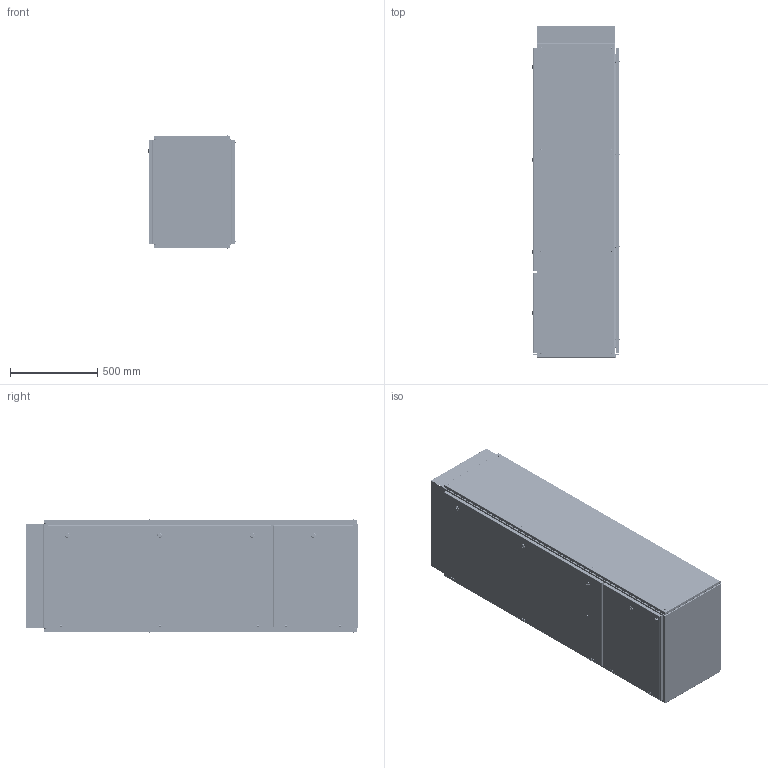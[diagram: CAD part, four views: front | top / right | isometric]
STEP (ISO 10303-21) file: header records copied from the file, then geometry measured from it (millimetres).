
FILE_DESCRIPTION (( 'STEP AP214' ), '1' );
FILE_NAME ('mb15-11-54m Êàðêàñ ÂÐÓ-2 IP54 Unit EKF PPOxima.STEP', '2021-02-05T08:41:21', ( '' ), ( '' ), 'SwSTEP 2.0', 'SolidWorks 2021', '' );
FILE_SCHEMA (( 'AUTOMOTIVE_DESIGN' ));
Length unit declared in the file: millimetre
Products named in the file (46): ﾌﾈ-2033.03.00.001 ﾄ粢 湜跫; ﾌﾈ-2027.01.00.001 ﾊ; ﾘ琺矜 4 DIN 125_PreviewCfg; ÌÈ-2033.01.01.000 Ïåðåãîðîäêà â ñáîðå; ﾘ琺矜 4 DIN 125_Washer DIN 125 - A 8.4; 侲膹樥罻 EKF_00; 令腧 󋔊0 DIN 933_DIN EN 24017 - M8 x 16-N; ��-2032.01.00.002 ������ �������_�ࠢ��; ÌÈ-2026.01.00.004 Ðåéêà; Íàêëåéêà_ìîëíèÿ; ÌÈ-2033.02.00.001 Äâåðü âåðõíÿÿ; ÌÈ-2033.01.00.000 Êàðêàñ â ñáîðå; pan head cross recess screw_din_DIN EN ISO 7045 - M4 x 30 - Z - 30N; ÌÈ-2027.06.00.001 Øâåëëåð 600; øïèëüêà îáìåäíåííàÿ Ì6õ12; ÌÈ-2026.03.00.000 Ñòåíêà áîêîâàÿ â ñáîðå; ÌÈ-2027.04.00.001 Ñòåíêà çàäíÿÿ; ïåòëÿ 1-1; ÌÈ-2026.01.00.001 Øâåëëåð áîêîâîé; 邮 倘-2027 磬 耱屙牦 玎漤; ÌÈ-2026.06.00.001 Êîñûíêà; ÌÈ-2027.05.00.000 Ôàëüøïàíåëü â ñáîðå; Çàìîê áîëüøîé; ïåòëÿ êîðïóñà-1; ÌÈ-2032.01.00.002 Ñòîéêà óãëîâàÿ_‹¥¢ ï; ÌÈ-2027.01.01.001 Áàëêà; ÌÈ-2027.06.00.000 Öîêîëü â ñáîðå; ÌÈ-2026.01.00.002 Ñòîéêà óãëîâàÿ; ÌÈ-2026.03.00.001 Ñòåíêà áîêîâàÿ; ÌÈ-2027.04.00.000 Ñòåíêà çàäíÿÿ â ñáîðå; ÌÈ-2033.03.00.000 Äâåðü íèæíÿÿ â ñáîðå; Øïèëüêà Ð=1; ÌÈ-2027.05.00.001 Ôàëüøïàíåëü; Çàêëåïêà öèëèíäðè÷åñêàÿ Ì4 ÑÒ-Á ñ âíóòðåííåé ðåçüáîé_Œ8; ÓÊ ÌÈ-2026 íà áîêîâóþ ñòåíêó; ÓÊ ÌÈ-2033 íà äâåðü âåðõí; mb15-11-54m Êàðêàñ ÂÐÓ-2 IP54 Unit EKF PPOxima; ÓÊ ÌÈ-2027 íà ôàëüøïàíåëü; hex flange bolt_din_DIN 6921 - M8 x 16 x 16-N; hex flange nut_din_Hexagon Flange Nut DIN 6923 - M6 - N ...
Assembly tree (180 placements, depth 4):
  mb15-11-54m Êàðêàñ ÂÐÓ-2 IP54 Unit EKF PPOxima
    ÌÈ-2033.01.00.000 Êàðêàñ â ñáîðå
      ��-2032.01.00.002 ������ �������_�ࠢ��
      ÌÈ-2032.01.00.002 Ñòîéêà óãëîâàÿ_‹¥¢ ï
      ÌÈ-2026.01.00.002 Ñòîéêà óãëîâàÿ  x2
      ﾌﾈ-2027.01.00.001 ﾊ
      ÌÈ-2027.01.01.001 Áàëêà  x2
      ÌÈ-2026.01.00.001 Øâåëëåð áîêîâîé  x4
      ÌÈ-2026.01.00.004 Ðåéêà  x6
      ÌÈ-2027.01.01.000 Áàëêà â ñáîðå  x2
        ÌÈ-2027.01.01.001 Áàëêà
        øïèëüêà îáìåäíåííàÿ Ì6õ12
      Çàêëåïêà öèëèíäðè÷åñêàÿ Ì4 ÑÒ-Á ñ âíóòðåííåé ðåçüáîé_Œ8  x32
      ÌÈ-2033.01.01.000 Ïåðåãîðîäêà â ñáîðå
        ÌÈ-2033.01.01.001 Ïåðåãîðîäêà
        øïèëüêà îáìåäíåííàÿ Ì6õ12
    ÌÈ-2027.04.00.000 Ñòåíêà çàäíÿÿ â ñáîðå
      ÌÈ-2027.04.00.001 Ñòåíêà çàäíÿÿ
      邮 倘-2027 磬 耱屙牦 玎漤
    ÌÈ-2027.05.00.000 Ôàëüøïàíåëü â ñáîðå
      ÌÈ-2027.05.00.001 Ôàëüøïàíåëü
      ÓÊ ÌÈ-2027 íà ôàëüøïàíåëü
    ÌÈ-2026.03.00.000 Ñòåíêà áîêîâàÿ â ñáîðå  x2
      ÌÈ-2026.03.00.001 Ñòåíêà áîêîâàÿ
      ÓÊ ÌÈ-2026 íà áîêîâóþ ñòåíêó
    ïåòëÿ êîðïóñà-1  x5
    ïåòëÿ 1-1  x5
    Çàìîê áîëüøîé  x4
    hex flange nut_din_Hexagon Flange Nut DIN 6923 - M6 - N  x2
    pan head cross recess screw_din_DIN EN ISO 7045 - M4 x 30 - Z - 30N  x32
    ﾘ琺矜 4 DIN 125_Washer DIN 125 - A 8.4  x24
    hex flange bolt_din_DIN 6921 - M8 x 16 x 16-N  x5
    Øïèëüêà Ð=1  x5
    ÌÈ-2027.06.00.000 Öîêîëü â ñáîðå
      ÌÈ-2026.06.00.002 Øâåëëåð 450  x2
      ÌÈ-2027.06.00.001 Øâåëëåð 600  x2
      ÌÈ-2026.06.00.001 Êîñûíêà  x4
    令腧 󋔊0 DIN 933_DIN EN 24017 - M8 x 16-N  x4
    ﾘ琺矜 4 DIN 125_PreviewCfg  x4
    hex nut gradec_din_Hexagon Nut ISO 4034 - M8 - N  x4
    侲膹樥罻 EKF_00
    Íàêëåéêà_ìîëíèÿ
    ÌÈ-2033.02.00.000 Äâåðü âåðõíÿÿ â ñáîðå
      ÌÈ-2033.02.00.001 Äâåðü âåðõíÿÿ
      ÓÊ ÌÈ-2033 íà äâåðü âåðõí
      øïèëüêà îáìåäíåííàÿ Ì6õ12
    ÌÈ-2033.03.00.000 Äâåðü íèæíÿÿ â ñáîðå
      ﾌﾈ-2033.03.00.001 ﾄ粢 湜跫
      ÓÊ ÌÈ-2033 íà äâåðü íèæí
      øïèëüêà îáìåäíåííàÿ Ì6õ12
Bounding box: 498.92 x 1901 x 647.64 mm (x, y, z)
Volume: 7864932 mm3; surface area: 13609712 mm2
Topology: 176 solids, 196 shells, 10036 faces, 25729 edges, 16456 vertices
Faces by surface type: plane 5231, bspline 1950, cylinder 1873, cone 582, torus 336, sphere 64
Entity records: 60643 total; most frequent: CARTESIAN_POINT 15704, DIRECTION 8499, ORIENTED_EDGE 8434, EDGE_CURVE 4217, AXIS2_PLACEMENT_3D 2929, LINE 2641, VECTOR 2641, VERTEX_POINT 2596
